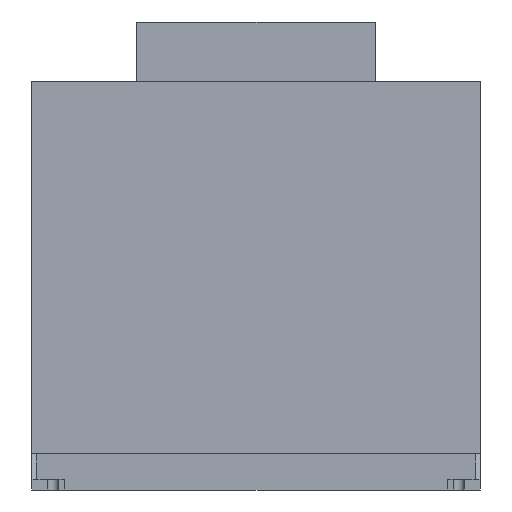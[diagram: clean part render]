
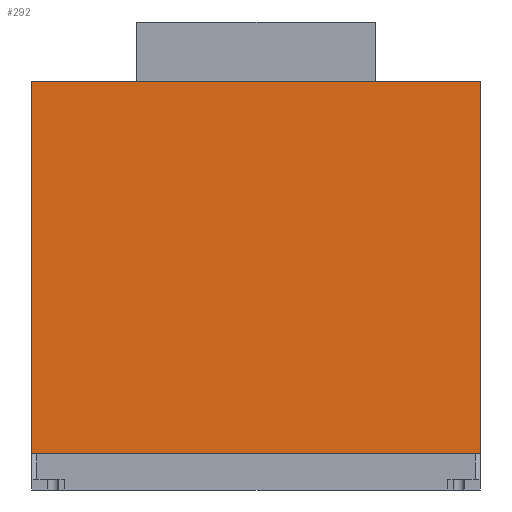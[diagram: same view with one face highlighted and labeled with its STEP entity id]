
A CAD part, front view. The second image highlights one B-rep face of the part: STEP entity #292.
In plain terms, the highlighted planar face has unit normal (0, -1, 0).
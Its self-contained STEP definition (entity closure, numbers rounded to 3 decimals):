
#132=CARTESIAN_POINT('',(0.0,-284.999,248.999));
#133=VERTEX_POINT('',#132);
#140=CARTESIAN_POINT('',(273.,-284.999,248.999));
#141=VERTEX_POINT('',#140);
#142=CARTESIAN_POINT('',(0.0,-284.999,248.999));
#143=DIRECTION('',(1.0,0.0,0.0));
#144=VECTOR('',#143,273.);
#145=LINE('',#142,#144);
#146=EDGE_CURVE('',#133,#141,#145,.T.);
#194=CARTESIAN_POINT('',(0.0,-284.999,22.));
#195=VERTEX_POINT('',#194);
#202=CARTESIAN_POINT('',(0.,-284.999,248.999));
#203=DIRECTION('',(0.0,0.0,-1.0));
#204=VECTOR('',#203,226.998);
#205=LINE('',#202,#204);
#206=EDGE_CURVE('',#133,#195,#205,.T.);
#241=CARTESIAN_POINT('',(273.,-284.999,22.));
#242=VERTEX_POINT('',#241);
#243=CARTESIAN_POINT('',(273.0,-284.999,22.));
#244=DIRECTION('',(0.0,0.0,1.0));
#245=VECTOR('',#244,226.998);
#246=LINE('',#243,#245);
#247=EDGE_CURVE('',#242,#141,#246,.T.);
#276=CARTESIAN_POINT('',(157.0,-284.999,187.));
#277=DIRECTION('',(0.0,-1.0,0.0));
#278=DIRECTION('',(1.0,0.0,0.0));
#279=AXIS2_PLACEMENT_3D('',#276,#277,#278);
#280=PLANE('',#279);
#281=ORIENTED_EDGE('',*,*,#206,.T.);
#282=CARTESIAN_POINT('',(273.,-284.999,22.));
#283=DIRECTION('',(-1.0,0.0,0.0));
#284=VECTOR('',#283,273.);
#285=LINE('',#282,#284);
#286=EDGE_CURVE('',#242,#195,#285,.T.);
#287=ORIENTED_EDGE('',*,*,#286,.F.);
#288=ORIENTED_EDGE('',*,*,#247,.T.);
#289=ORIENTED_EDGE('',*,*,#146,.F.);
#290=EDGE_LOOP('',(#281,#287,#288,#289));
#291=FACE_OUTER_BOUND('',#290,.T.);
#292=ADVANCED_FACE('',(#291),#280,.T.);
